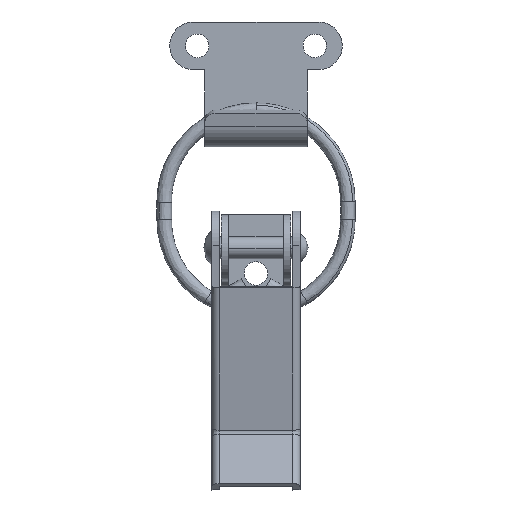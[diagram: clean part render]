
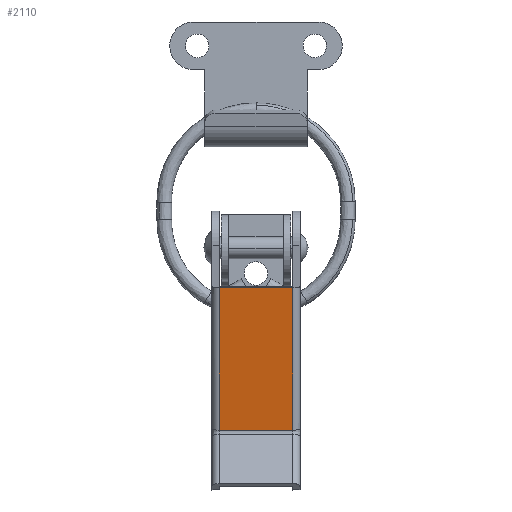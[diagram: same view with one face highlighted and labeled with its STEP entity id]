
A CAD part, front view. The second image highlights one B-rep face of the part: STEP entity #2110.
In plain terms, the highlighted free-form (B-spline) face has degree [1, 1] with [2, 2] control points.
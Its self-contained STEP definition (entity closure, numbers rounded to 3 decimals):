
#1308=CARTESIAN_POINT('',(-5.0,-1.552,-24.837));
#1309=VERTEX_POINT('',#1308);
#1371=CARTESIAN_POINT('',(5.0,-1.552,-24.837));
#1372=VERTEX_POINT('',#1371);
#1386=CARTESIAN_POINT('',(-5.0,-1.552,-24.837));
#1387=CARTESIAN_POINT('',(5.0,-1.552,-24.837));
#1388=QUASI_UNIFORM_CURVE('',1,(#1386,#1387),.UNSPECIFIED.,.F.,.U.);
#1389=EDGE_CURVE('',#1309,#1372,#1388,.T.);
#1416=CARTESIAN_POINT('',(-5.0,-5.0,-5.465));
#1417=VERTEX_POINT('',#1416);
#1437=CARTESIAN_POINT('',(-5.0,-5.0,-5.465));
#1438=CARTESIAN_POINT('',(-5.0,-1.552,-24.837));
#1439=QUASI_UNIFORM_CURVE('',1,(#1437,#1438),.UNSPECIFIED.,.F.,.U.);
#1440=EDGE_CURVE('',#1417,#1309,#1439,.T.);
#1568=CARTESIAN_POINT('',(5.0,-5.0,-5.465));
#1569=VERTEX_POINT('',#1568);
#1585=CARTESIAN_POINT('',(5.0,-1.552,-24.837));
#1586=CARTESIAN_POINT('',(5.0,-5.0,-5.465));
#1587=QUASI_UNIFORM_CURVE('',1,(#1585,#1586),.UNSPECIFIED.,.F.,.U.);
#1588=EDGE_CURVE('',#1372,#1569,#1587,.T.);
#1790=CARTESIAN_POINT('',(5.0,-5.0,-5.465));
#1791=CARTESIAN_POINT('',(-5.0,-5.0,-5.465));
#1792=QUASI_UNIFORM_CURVE('',1,(#1790,#1791),.UNSPECIFIED.,.F.,.U.);
#1793=EDGE_CURVE('',#1569,#1417,#1792,.T.);
#2099=CARTESIAN_POINT('',(-5.499,-1.38,-25.805));
#2100=CARTESIAN_POINT('',(-5.499,-5.172,-4.497));
#2101=CARTESIAN_POINT('',(5.5,-1.38,-25.805));
#2102=CARTESIAN_POINT('',(5.5,-5.172,-4.497));
#2103=B_SPLINE_SURFACE_WITH_KNOTS('',1,1,((#2099,#2101),(#2100,#2102)),.UNSPECIFIED.,.F.,.F.,.U.,(2,2),(2,2),(0.0,21.642),(0.0,10.999),.UNSPECIFIED.);
#2104=ORIENTED_EDGE('',*,*,#1793,.T.);
#2105=ORIENTED_EDGE('',*,*,#1440,.T.);
#2106=ORIENTED_EDGE('',*,*,#1389,.T.);
#2107=ORIENTED_EDGE('',*,*,#1588,.T.);
#2108=EDGE_LOOP('',(#2104,#2105,#2106,#2107));
#2109=FACE_OUTER_BOUND('',#2108,.T.);
#2110=ADVANCED_FACE('',(#2109),#2103,.F.);
